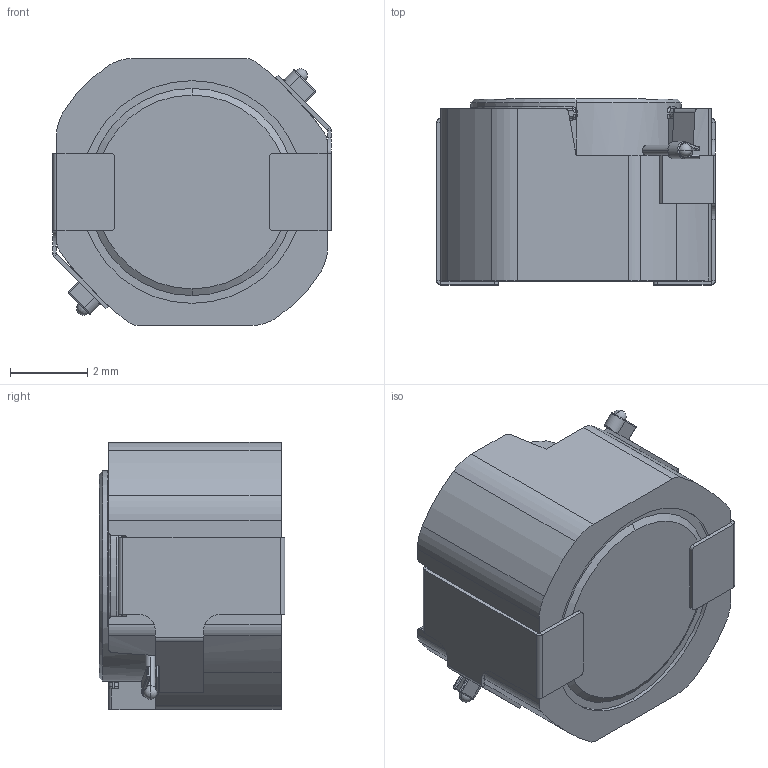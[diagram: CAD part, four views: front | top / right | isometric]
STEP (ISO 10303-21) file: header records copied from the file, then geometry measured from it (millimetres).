
FILE_DESCRIPTION (( 'STEP AP214' ), '1' );
FILE_NAME ('CLF7045T-150M-D.STEP', '2022-03-07T08:38:38', ( '' ), ( '' ), 'SwSTEP 2.0', 'SolidWorks 2017', '' );
FILE_SCHEMA (( 'AUTOMOTIVE_DESIGN' ));
Length unit declared in the file: millimetre
Products named in the file (1): CLF7045T-150M-D
Bounding box: 7.2 x 4.8 x 6.9 mm (x, y, z)
Volume: 189.4 mm3; surface area: 285.8 mm2
Topology: 9 solids, 9 shells, 306 faces, 759 edges, 457 vertices
Faces by surface type: plane 122, cylinder 116, sphere 28, bspline 22, torus 14, cone 4
Entity records: 9873 total; most frequent: CARTESIAN_POINT 2832, ORIENTED_EDGE 1458, DIRECTION 1448, EDGE_CURVE 729, AXIS2_PLACEMENT_3D 539, VERTEX_POINT 443, VECTOR 370, LINE 370
